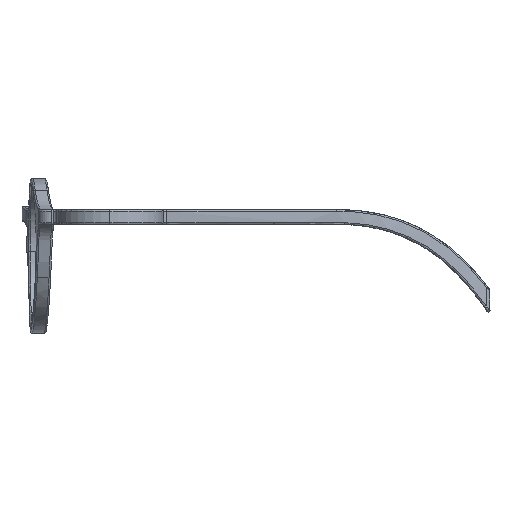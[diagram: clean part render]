
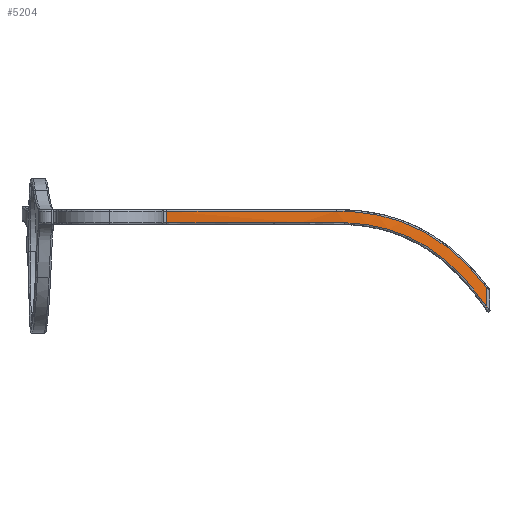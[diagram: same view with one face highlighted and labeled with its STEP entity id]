
A CAD part, left-side view. The second image highlights one B-rep face of the part: STEP entity #5204.
In plain terms, the highlighted free-form (B-spline) face has degree [3, 1] with [13, 2] control points.
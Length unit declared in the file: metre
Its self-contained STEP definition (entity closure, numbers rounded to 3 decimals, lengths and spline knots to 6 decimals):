
#319=B_SPLINE_SURFACE_WITH_KNOTS('',3,1,((#10013,#10014),(#10015,#10016),
(#10017,#10018),(#10019,#10020),(#10021,#10022),(#10023,#10024),(#10025,
#10026),(#10027,#10028),(#10029,#10030),(#10031,#10032),(#10033,#10034),
(#10035,#10036),(#10037,#10038)),.SURF_OF_LINEAR_EXTRUSION.,.F.,.F.,.F.,
(4,1,1,1,1,1,1,1,1,1,4),(2,2),(0.000727,0.125636,0.250545,
0.312999,0.375454,0.437909,0.500363,
0.625272,0.750182,0.875091,1.),(0.,1.),
 .UNSPECIFIED.);
#848=B_SPLINE_CURVE_WITH_KNOTS('',3,(#10039,#10040,#10041,#10042,#10043,
#10044,#10045),.UNSPECIFIED.,.F.,.F.,(4,1,1,1,4),(0.,0.012743,
0.025487,0.03823,0.050973),.UNSPECIFIED.);
#849=B_SPLINE_CURVE_WITH_KNOTS('',3,(#10050,#10051,#10052,#10053,#10054,
#10055,#10056),.UNSPECIFIED.,.F.,.F.,(4,1,1,1,4),(0.000092,0.013442,
0.026791,0.04014,0.053489),.UNSPECIFIED.);
#850=B_SPLINE_CURVE_WITH_KNOTS('',3,(#10058,#10059,#10060,#10061),
 .UNSPECIFIED.,.F.,.F.,(4,4),(0.,0.000038),
 .UNSPECIFIED.);
#851=B_SPLINE_CURVE_WITH_KNOTS('',3,(#10063,#10064,#10065,#10066,#10067,
#10068,#10069,#10070,#10071,#10072),.UNSPECIFIED.,.F.,.F.,(4,1,1,1,1,1,
1,4),(0.,0.006255,0.012509,0.018764,0.025018,
0.031273,0.037528,0.050037),.UNSPECIFIED.);
#852=B_SPLINE_CURVE_WITH_KNOTS('',3,(#10074,#10075,#10076,#10077),
 .UNSPECIFIED.,.F.,.F.,(4,4),(0.,0.003304),.UNSPECIFIED.);
#853=B_SPLINE_CURVE_WITH_KNOTS('',3,(#10078,#10079,#10080,#10081,#10082,
#10083,#10084,#10085,#10086,#10087,#10088),.UNSPECIFIED.,.F.,.F.,(4,1,1,
1,1,1,1,1,4),(0.,0.006898,0.013795,
0.020693,0.02759,0.034488,0.041386,
0.048283,0.055181),.UNSPECIFIED.);
#1501=ORIENTED_EDGE('',*,*,#3058,.T.);
#1502=ORIENTED_EDGE('',*,*,#3059,.T.);
#1503=ORIENTED_EDGE('',*,*,#3060,.T.);
#1504=ORIENTED_EDGE('',*,*,#3061,.T.);
#1505=ORIENTED_EDGE('',*,*,#3062,.T.);
#1506=ORIENTED_EDGE('',*,*,#3063,.T.);
#1507=ORIENTED_EDGE('',*,*,#3040,.T.);
#1508=ORIENTED_EDGE('',*,*,#3064,.T.);
#3040=EDGE_CURVE('',#3811,#3812,#4149,.T.);
#3058=EDGE_CURVE('',#3827,#3828,#848,.T.);
#3059=EDGE_CURVE('',#3828,#3829,#4154,.F.);
#3060=EDGE_CURVE('',#3829,#3830,#849,.T.);
#3061=EDGE_CURVE('',#3830,#3831,#850,.T.);
#3062=EDGE_CURVE('',#3831,#3832,#851,.T.);
#3063=EDGE_CURVE('',#3832,#3811,#852,.T.);
#3064=EDGE_CURVE('',#3812,#3827,#853,.T.);
#3811=VERTEX_POINT('',#9836);
#3812=VERTEX_POINT('',#9837);
#3827=VERTEX_POINT('',#10046);
#3828=VERTEX_POINT('',#10047);
#3829=VERTEX_POINT('',#10049);
#3830=VERTEX_POINT('',#10057);
#3831=VERTEX_POINT('',#10062);
#3832=VERTEX_POINT('',#10073);
#4149=LINE('',#9835,#4302);
#4154=LINE('',#10048,#4307);
#4302=VECTOR('',#6512,1.);
#4307=VECTOR('',#6517,1.);
#4468=EDGE_LOOP('',(#1501,#1502,#1503,#1504,#1505,#1506,#1507,#1508));
#4826=FACE_BOUND('',#4468,.T.);
#5204=ADVANCED_FACE('',(#4826),#319,.T.);
#6512=DIRECTION('',(0.,0.,1.));
#6517=DIRECTION('',(0.,0.,1.));
#9835=CARTESIAN_POINT('',(-0.059086,-0.134849,-0.050307));
#9836=CARTESIAN_POINT('',(-0.059086,-0.134849,-0.020351));
#9837=CARTESIAN_POINT('',(-0.059086,-0.134849,-0.014539));
#10013=CARTESIAN_POINT('',(-0.074085,-0.038942,-0.020524));
#10014=CARTESIAN_POINT('',(-0.074085,-0.038942,0.008393));
#10015=CARTESIAN_POINT('',(-0.07401,-0.044238,-0.020524));
#10016=CARTESIAN_POINT('',(-0.07401,-0.044238,0.008393));
#10017=CARTESIAN_POINT('',(-0.074101,-0.054986,-0.020524));
#10018=CARTESIAN_POINT('',(-0.074101,-0.054986,0.008393));
#10019=CARTESIAN_POINT('',(-0.074403,-0.067878,-0.020524));
#10020=CARTESIAN_POINT('',(-0.074403,-0.067878,0.008393));
#10021=CARTESIAN_POINT('',(-0.074505,-0.077302,-0.020524));
#10022=CARTESIAN_POINT('',(-0.074505,-0.077302,0.008393));
#10023=CARTESIAN_POINT('',(-0.07445,-0.083792,-0.020524));
#10024=CARTESIAN_POINT('',(-0.07445,-0.083792,0.008393));
#10025=CARTESIAN_POINT('',(-0.074198,-0.089532,-0.020524));
#10026=CARTESIAN_POINT('',(-0.074198,-0.089532,0.008393));
#10027=CARTESIAN_POINT('',(-0.073531,-0.096208,-0.020524));
#10028=CARTESIAN_POINT('',(-0.073531,-0.096208,0.008393));
#10029=CARTESIAN_POINT('',(-0.072018,-0.103331,-0.020524));
#10030=CARTESIAN_POINT('',(-0.072018,-0.103331,0.008393));
#10031=CARTESIAN_POINT('',(-0.068752,-0.111563,-0.020524));
#10032=CARTESIAN_POINT('',(-0.068752,-0.111563,0.008393));
#10033=CARTESIAN_POINT('',(-0.064262,-0.121211,-0.020524));
#10034=CARTESIAN_POINT('',(-0.064262,-0.121211,0.008393));
#10035=CARTESIAN_POINT('',(-0.060831,-0.129757,-0.020524));
#10036=CARTESIAN_POINT('',(-0.060831,-0.129757,0.008393));
#10037=CARTESIAN_POINT('',(-0.059086,-0.134849,-0.020524));
#10038=CARTESIAN_POINT('',(-0.059086,-0.134849,0.008393));
#10039=CARTESIAN_POINT('',(-0.074122,-0.089887,0.008393));
#10040=CARTESIAN_POINT('',(-0.07444,-0.085651,0.008393));
#10041=CARTESIAN_POINT('',(-0.074548,-0.077153,0.008393));
#10042=CARTESIAN_POINT('',(-0.074321,-0.064419,0.008393));
#10043=CARTESIAN_POINT('',(-0.074058,-0.051682,0.008393));
#10044=CARTESIAN_POINT('',(-0.074024,-0.043189,0.008393));
#10045=CARTESIAN_POINT('',(-0.074085,-0.038942,0.008393));
#10046=CARTESIAN_POINT('',(-0.074122,-0.089887,0.008393));
#10047=CARTESIAN_POINT('',(-0.074085,-0.038942,0.008393));
#10048=CARTESIAN_POINT('',(-0.074085,-0.038942,0.008393));
#10049=CARTESIAN_POINT('',(-0.074085,-0.038942,0.004948));
#10050=CARTESIAN_POINT('',(-0.074085,-0.038942,0.004948));
#10051=CARTESIAN_POINT('',(-0.074022,-0.043393,0.004948));
#10052=CARTESIAN_POINT('',(-0.074064,-0.052292,0.004948));
#10053=CARTESIAN_POINT('',(-0.074349,-0.065639,0.004948));
#10054=CARTESIAN_POINT('',(-0.074568,-0.078989,0.004948));
#10055=CARTESIAN_POINT('',(-0.074366,-0.087881,0.004948));
#10056=CARTESIAN_POINT('',(-0.073906,-0.092316,0.004948));
#10057=CARTESIAN_POINT('',(-0.073906,-0.092316,0.004948));
#10058=CARTESIAN_POINT('',(-0.073906,-0.092316,0.004948));
#10059=CARTESIAN_POINT('',(-0.073905,-0.092328,0.004948));
#10060=CARTESIAN_POINT('',(-0.073904,-0.092341,0.004948));
#10061=CARTESIAN_POINT('',(-0.073902,-0.092354,0.004948));
#10062=CARTESIAN_POINT('',(-0.073902,-0.092354,0.004948));
#10063=CARTESIAN_POINT('',(-0.073902,-0.092354,0.004948));
#10064=CARTESIAN_POINT('',(-0.073683,-0.094464,0.004869));
#10065=CARTESIAN_POINT('',(-0.073074,-0.098607,0.004503));
#10066=CARTESIAN_POINT('',(-0.071504,-0.104535,0.003298));
#10067=CARTESIAN_POINT('',(-0.069281,-0.110215,0.001378));
#10068=CARTESIAN_POINT('',(-0.066925,-0.115453,-0.001207));
#10069=CARTESIAN_POINT('',(-0.064714,-0.120397,-0.004486));
#10070=CARTESIAN_POINT('',(-0.062111,-0.126546,-0.009729));
#10071=CARTESIAN_POINT('',(-0.06061,-0.130523,-0.014367));
#10072=CARTESIAN_POINT('',(-0.059738,-0.13298,-0.017706));
#10073=CARTESIAN_POINT('',(-0.059738,-0.132981,-0.017706));
#10074=CARTESIAN_POINT('',(-0.059738,-0.132981,-0.017706));
#10075=CARTESIAN_POINT('',(-0.059511,-0.133619,-0.018574));
#10076=CARTESIAN_POINT('',(-0.059294,-0.134244,-0.019454));
#10077=CARTESIAN_POINT('',(-0.059086,-0.134849,-0.020351));
#10078=CARTESIAN_POINT('',(-0.059086,-0.134849,-0.014539));
#10079=CARTESIAN_POINT('',(-0.059554,-0.133485,-0.012749));
#10080=CARTESIAN_POINT('',(-0.060574,-0.130615,-0.009287));
#10081=CARTESIAN_POINT('',(-0.062377,-0.125942,-0.004645));
#10082=CARTESIAN_POINT('',(-0.064512,-0.120848,-0.000596));
#10083=CARTESIAN_POINT('',(-0.066986,-0.115315,0.002761));
#10084=CARTESIAN_POINT('',(-0.069586,-0.10954,0.0053));
#10085=CARTESIAN_POINT('',(-0.071937,-0.103259,0.007126));
#10086=CARTESIAN_POINT('',(-0.073442,-0.096707,0.008172));
#10087=CARTESIAN_POINT('',(-0.07395,-0.092181,0.008393));
#10088=CARTESIAN_POINT('',(-0.074122,-0.089887,0.008393));
